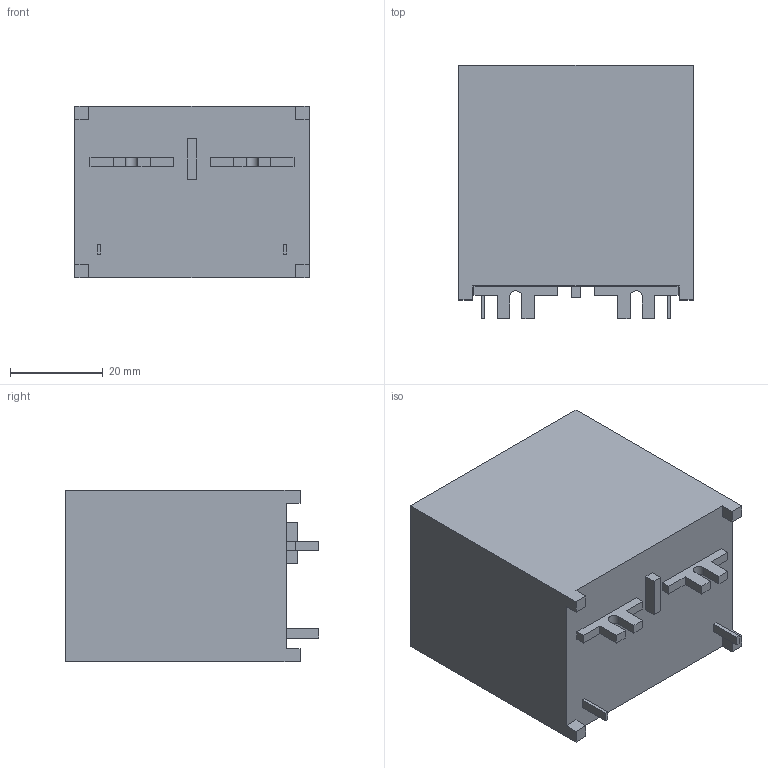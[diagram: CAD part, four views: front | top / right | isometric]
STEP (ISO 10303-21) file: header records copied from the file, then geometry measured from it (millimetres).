
FILE_DESCRIPTION (( 'STEP AP214' ), '1' );
FILE_NAME ('G9KB_1A.step', '2021-12-14T05:31:15', ( 'OSMC1.0 ' ), ( ' ' ), 'SwSTEP 2.0', 'SolidWorks 2002025', '' );
FILE_SCHEMA (( 'AUTOMOTIVE_DESIGN' ));
Length unit declared in the file: millimetre
Products named in the file (1): G9KB_1A
Bounding box: 50.5 x 54.5 x 37 mm (x, y, z)
Volume: 89165.5 mm3; surface area: 12665.1 mm2
Topology: 1 solids, 1 shells, 59 faces, 156 edges, 104 vertices
Faces by surface type: plane 57, cylinder 2
Entity records: 2180 total; most frequent: CARTESIAN_POINT 320, ORIENTED_EDGE 312, DIRECTION 280, EDGE_CURVE 156, LINE 152, VECTOR 152, VERTEX_POINT 104, AXIS2_PLACEMENT_3D 64
